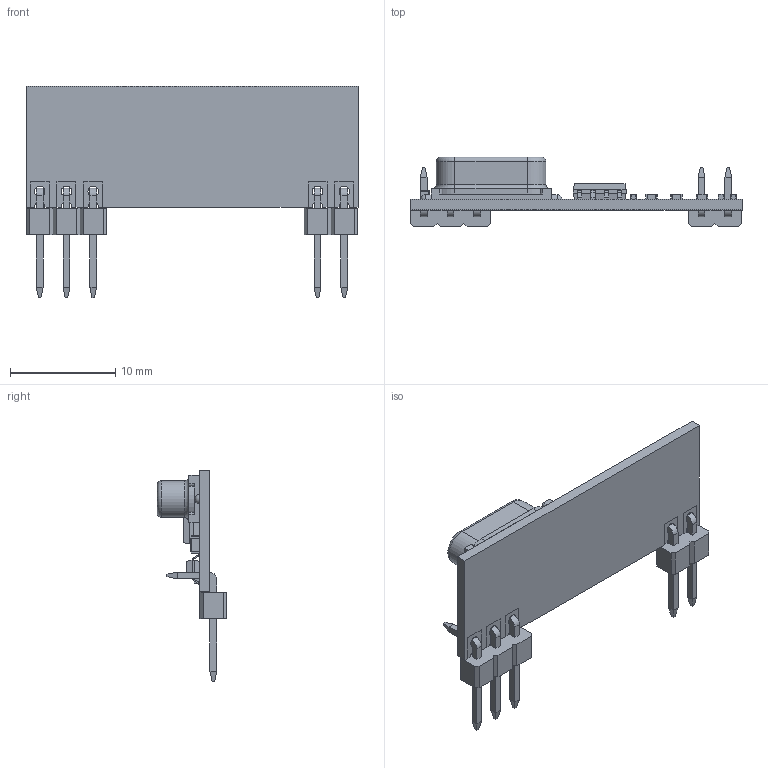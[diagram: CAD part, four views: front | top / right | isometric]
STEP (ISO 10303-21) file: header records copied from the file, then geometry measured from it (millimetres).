
FILE_DESCRIPTION (( 'STEP AP214' ), '1' );
FILE_NAME ('RFM210LCF-A.STEP', '2023-12-25T09:04:59', ( '' ), ( '' ), 'SwSTEP 2.0', 'SolidWorks 2021', '' );
FILE_SCHEMA (( 'AUTOMOTIVE_DESIGN' ));
Length unit declared in the file: millimetre
Products named in the file (4): RFM210LCF-A-001; RFM210LCF-A-002; RFM210LCF-A
Assembly tree (3 placements, depth 2):
  RFM210LCF-A
    RFM210LCF-A
    RFM210LCF-A-001
    RFM210LCF-A-002
Bounding box: 31.5 x 6.59 x 20.1 mm (x, y, z)
Volume: 648.6 mm3; surface area: 1375.5 mm2
Topology: 4 solids, 4 shells, 742 faces, 1979 edges, 1224 vertices
Faces by surface type: plane 462, cylinder 230, sphere 46, torus 4
Entity records: 29744 total; most frequent: CARTESIAN_POINT 3901, DIRECTION 3893, ORIENTED_EDGE 3862, EDGE_CURVE 1931, VECTOR 1465, LINE 1465, VERTEX_POINT 1222, AXIS2_PLACEMENT_3D 1214
